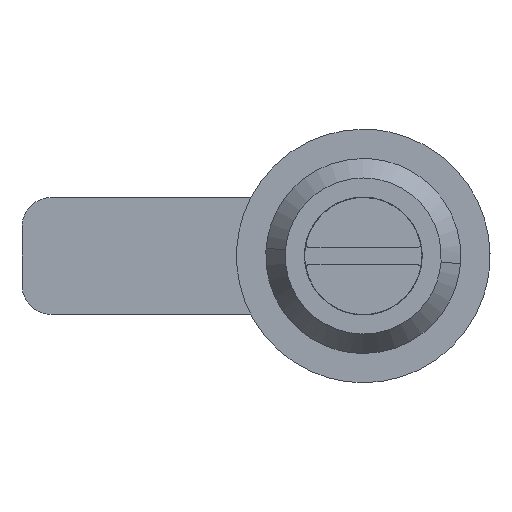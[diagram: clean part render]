
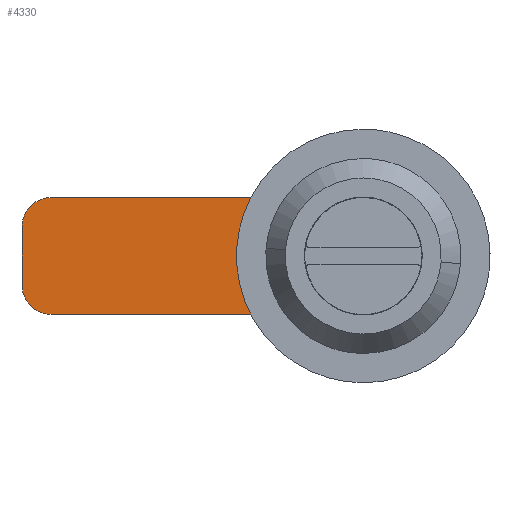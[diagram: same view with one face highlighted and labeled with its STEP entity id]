
A CAD part, front view. The second image highlights one B-rep face of the part: STEP entity #4330.
In plain terms, the highlighted free-form (B-spline) face has degree [1, 1] with [2, 2] control points.
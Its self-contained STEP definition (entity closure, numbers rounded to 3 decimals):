
#4137=CARTESIAN_POINT('',(-37.048,17.6,6.599));
#4138=CARTESIAN_POINT('',(8.048,17.6,6.599));
#4139=CARTESIAN_POINT('',(-37.048,17.6,-6.599));
#4140=CARTESIAN_POINT('',(8.048,17.6,-6.599));
#4141=B_SPLINE_SURFACE_WITH_KNOTS('',1,1,((#4137,#4139),(#4138,#4140)),.UNSPECIFIED.,.F.,.F.,.U.,(2,2),(2,2),(0.0,45.096),(0.0,13.199),.UNSPECIFIED.);
#4142=CARTESIAN_POINT('',(1.633,17.6,6.0));
#4143=VERTEX_POINT('',#4142);
#4144=CARTESIAN_POINT('',(-32.0,17.6,6.));
#4145=VERTEX_POINT('',#4144);
#4146=CARTESIAN_POINT('',(1.633,17.6,6.0));
#4147=CARTESIAN_POINT('',(-32.0,17.6,6.));
#4148=QUASI_UNIFORM_CURVE('',1,(#4146,#4147),.UNSPECIFIED.,.F.,.U.);
#4149=EDGE_CURVE('',#4143,#4145,#4148,.T.);
#4150=ORIENTED_EDGE('',*,*,#4149,.T.);
#4151=CARTESIAN_POINT('',(-35.0,17.6,3.));
#4152=VERTEX_POINT('',#4151);
#4153=CARTESIAN_POINT('',(-32.0,17.6,6.));
#4154=CARTESIAN_POINT('',(-35.,17.6,6.));
#4155=CARTESIAN_POINT('',(-35.0,17.6,3.));
#4163=(BOUNDED_CURVE()B_SPLINE_CURVE(2,(#4153,#4154,#4155),.UNSPECIFIED.,.F.,.U.)CURVE()GEOMETRIC_REPRESENTATION_ITEM()QUASI_UNIFORM_CURVE()RATIONAL_B_SPLINE_CURVE((1.0,0.707,1.0))REPRESENTATION_ITEM(''));
#4164=EDGE_CURVE('',#4145,#4152,#4163,.T.);
#4165=ORIENTED_EDGE('',*,*,#4164,.T.);
#4166=CARTESIAN_POINT('',(-35.0,17.6,-3.0));
#4167=VERTEX_POINT('',#4166);
#4168=CARTESIAN_POINT('',(-35.0,17.6,3.));
#4169=CARTESIAN_POINT('',(-35.0,17.6,-3.0));
#4170=QUASI_UNIFORM_CURVE('',1,(#4168,#4169),.UNSPECIFIED.,.F.,.U.);
#4171=EDGE_CURVE('',#4152,#4167,#4170,.T.);
#4172=ORIENTED_EDGE('',*,*,#4171,.T.);
#4173=CARTESIAN_POINT('',(-32.0,17.6,-6.0));
#4174=VERTEX_POINT('',#4173);
#4175=CARTESIAN_POINT('',(-35.0,17.6,-3.0));
#4176=CARTESIAN_POINT('',(-35.,17.6,-6.0));
#4177=CARTESIAN_POINT('',(-32.0,17.6,-6.0));
#4185=(BOUNDED_CURVE()B_SPLINE_CURVE(2,(#4175,#4176,#4177),.UNSPECIFIED.,.F.,.U.)CURVE()GEOMETRIC_REPRESENTATION_ITEM()QUASI_UNIFORM_CURVE()RATIONAL_B_SPLINE_CURVE((1.0,0.707,1.0))REPRESENTATION_ITEM(''));
#4186=EDGE_CURVE('',#4167,#4174,#4185,.T.);
#4187=ORIENTED_EDGE('',*,*,#4186,.T.);
#4188=CARTESIAN_POINT('',(1.633,17.6,-6.0));
#4189=VERTEX_POINT('',#4188);
#4190=CARTESIAN_POINT('',(-32.0,17.6,-6.0));
#4191=CARTESIAN_POINT('',(1.633,17.6,-6.0));
#4192=QUASI_UNIFORM_CURVE('',1,(#4190,#4191),.UNSPECIFIED.,.F.,.U.);
#4193=EDGE_CURVE('',#4174,#4189,#4192,.T.);
#4194=ORIENTED_EDGE('',*,*,#4193,.T.);
#4195=CARTESIAN_POINT('',(4.759,17.6,-4.279));
#4196=VERTEX_POINT('',#4195);
#4197=CARTESIAN_POINT('',(1.633,17.6,-6.0));
#4198=CARTESIAN_POINT('',(3.67,17.6,-6.0));
#4199=CARTESIAN_POINT('',(4.759,17.6,-4.279));
#4207=(BOUNDED_CURVE()B_SPLINE_CURVE(2,(#4197,#4198,#4199),.UNSPECIFIED.,.F.,.U.)CURVE()GEOMETRIC_REPRESENTATION_ITEM()QUASI_UNIFORM_CURVE()RATIONAL_B_SPLINE_CURVE((1.0,0.876,1.0))REPRESENTATION_ITEM(''));
#4208=EDGE_CURVE('',#4189,#4196,#4207,.T.);
#4209=ORIENTED_EDGE('',*,*,#4208,.T.);
#4210=CARTESIAN_POINT('',(4.759,17.6,4.279));
#4211=VERTEX_POINT('',#4210);
#4212=CARTESIAN_POINT('',(4.759,17.6,-4.279));
#4213=CARTESIAN_POINT('',(7.468,17.6,0.));
#4214=CARTESIAN_POINT('',(4.759,17.6,4.279));
#4222=(BOUNDED_CURVE()B_SPLINE_CURVE(2,(#4212,#4213,#4214),.UNSPECIFIED.,.F.,.U.)CURVE()GEOMETRIC_REPRESENTATION_ITEM()QUASI_UNIFORM_CURVE()RATIONAL_B_SPLINE_CURVE((1.0,0.845,1.0))REPRESENTATION_ITEM(''));
#4223=EDGE_CURVE('',#4196,#4211,#4222,.T.);
#4224=ORIENTED_EDGE('',*,*,#4223,.T.);
#4225=CARTESIAN_POINT('',(4.759,17.6,4.279));
#4226=CARTESIAN_POINT('',(3.67,17.6,6.));
#4227=CARTESIAN_POINT('',(1.633,17.6,6.0));
#4235=(BOUNDED_CURVE()B_SPLINE_CURVE(2,(#4225,#4226,#4227),.UNSPECIFIED.,.F.,.U.)CURVE()GEOMETRIC_REPRESENTATION_ITEM()QUASI_UNIFORM_CURVE()RATIONAL_B_SPLINE_CURVE((1.0,0.876,1.0))REPRESENTATION_ITEM(''));
#4236=EDGE_CURVE('',#4211,#4143,#4235,.T.);
#4237=ORIENTED_EDGE('',*,*,#4236,.T.);
#4238=EDGE_LOOP('',(#4150,#4165,#4172,#4187,#4194,#4209,#4224,#4237));
#4239=FACE_OUTER_BOUND('',#4238,.T.);
#4240=CARTESIAN_POINT('',(3.75,17.6,3.25));
#4241=VERTEX_POINT('',#4240);
#4242=CARTESIAN_POINT('',(3.25,17.6,3.75));
#4243=VERTEX_POINT('',#4242);
#4244=CARTESIAN_POINT('',(3.75,17.6,3.25));
#4245=CARTESIAN_POINT('',(3.75,17.6,3.75));
#4246=CARTESIAN_POINT('',(3.25,17.6,3.75));
#4254=(BOUNDED_CURVE()B_SPLINE_CURVE(2,(#4244,#4245,#4246),.UNSPECIFIED.,.F.,.U.)CURVE()GEOMETRIC_REPRESENTATION_ITEM()QUASI_UNIFORM_CURVE()RATIONAL_B_SPLINE_CURVE((1.0,0.707,1.0))REPRESENTATION_ITEM(''));
#4255=EDGE_CURVE('',#4241,#4243,#4254,.T.);
#4256=ORIENTED_EDGE('',*,*,#4255,.F.);
#4257=CARTESIAN_POINT('',(3.75,17.6,-3.25));
#4258=VERTEX_POINT('',#4257);
#4259=CARTESIAN_POINT('',(3.75,17.6,3.25));
#4260=CARTESIAN_POINT('',(3.75,17.6,-3.25));
#4261=QUASI_UNIFORM_CURVE('',1,(#4259,#4260),.UNSPECIFIED.,.F.,.U.);
#4262=EDGE_CURVE('',#4241,#4258,#4261,.T.);
#4263=ORIENTED_EDGE('',*,*,#4262,.T.);
#4264=CARTESIAN_POINT('',(3.25,17.6,-3.75));
#4265=VERTEX_POINT('',#4264);
#4266=CARTESIAN_POINT('',(3.25,17.6,-3.75));
#4267=CARTESIAN_POINT('',(3.75,17.6,-3.75));
#4268=CARTESIAN_POINT('',(3.75,17.6,-3.25));
#4276=(BOUNDED_CURVE()B_SPLINE_CURVE(2,(#4266,#4267,#4268),.UNSPECIFIED.,.F.,.U.)CURVE()GEOMETRIC_REPRESENTATION_ITEM()QUASI_UNIFORM_CURVE()RATIONAL_B_SPLINE_CURVE((1.0,0.707,1.0))REPRESENTATION_ITEM(''));
#4277=EDGE_CURVE('',#4265,#4258,#4276,.T.);
#4278=ORIENTED_EDGE('',*,*,#4277,.F.);
#4279=CARTESIAN_POINT('',(-3.25,17.6,-3.75));
#4280=VERTEX_POINT('',#4279);
#4281=CARTESIAN_POINT('',(3.25,17.6,-3.75));
#4282=CARTESIAN_POINT('',(-3.25,17.6,-3.75));
#4283=QUASI_UNIFORM_CURVE('',1,(#4281,#4282),.UNSPECIFIED.,.F.,.U.);
#4284=EDGE_CURVE('',#4265,#4280,#4283,.T.);
#4285=ORIENTED_EDGE('',*,*,#4284,.T.);
#4286=CARTESIAN_POINT('',(-3.75,17.6,-3.25));
#4287=VERTEX_POINT('',#4286);
#4288=CARTESIAN_POINT('',(-3.75,17.6,-3.25));
#4289=CARTESIAN_POINT('',(-3.75,17.6,-3.75));
#4290=CARTESIAN_POINT('',(-3.25,17.6,-3.75));
#4298=(BOUNDED_CURVE()B_SPLINE_CURVE(2,(#4288,#4289,#4290),.UNSPECIFIED.,.F.,.U.)CURVE()GEOMETRIC_REPRESENTATION_ITEM()QUASI_UNIFORM_CURVE()RATIONAL_B_SPLINE_CURVE((1.0,0.707,1.0))REPRESENTATION_ITEM(''));
#4299=EDGE_CURVE('',#4287,#4280,#4298,.T.);
#4300=ORIENTED_EDGE('',*,*,#4299,.F.);
#4301=CARTESIAN_POINT('',(-3.75,17.6,3.25));
#4302=VERTEX_POINT('',#4301);
#4303=CARTESIAN_POINT('',(-3.75,17.6,-3.25));
#4304=CARTESIAN_POINT('',(-3.75,17.6,3.25));
#4305=QUASI_UNIFORM_CURVE('',1,(#4303,#4304),.UNSPECIFIED.,.F.,.U.);
#4306=EDGE_CURVE('',#4287,#4302,#4305,.T.);
#4307=ORIENTED_EDGE('',*,*,#4306,.T.);
#4308=CARTESIAN_POINT('',(-3.25,17.6,3.75));
#4309=VERTEX_POINT('',#4308);
#4310=CARTESIAN_POINT('',(-3.25,17.6,3.75));
#4311=CARTESIAN_POINT('',(-3.75,17.6,3.75));
#4312=CARTESIAN_POINT('',(-3.75,17.6,3.25));
#4320=(BOUNDED_CURVE()B_SPLINE_CURVE(2,(#4310,#4311,#4312),.UNSPECIFIED.,.F.,.U.)CURVE()GEOMETRIC_REPRESENTATION_ITEM()QUASI_UNIFORM_CURVE()RATIONAL_B_SPLINE_CURVE((1.0,0.707,1.0))REPRESENTATION_ITEM(''));
#4321=EDGE_CURVE('',#4309,#4302,#4320,.T.);
#4322=ORIENTED_EDGE('',*,*,#4321,.F.);
#4323=CARTESIAN_POINT('',(-3.25,17.6,3.75));
#4324=CARTESIAN_POINT('',(3.25,17.6,3.75));
#4325=QUASI_UNIFORM_CURVE('',1,(#4323,#4324),.UNSPECIFIED.,.F.,.U.);
#4326=EDGE_CURVE('',#4309,#4243,#4325,.T.);
#4327=ORIENTED_EDGE('',*,*,#4326,.T.);
#4328=EDGE_LOOP('',(#4256,#4263,#4278,#4285,#4300,#4307,#4322,#4327));
#4329=FACE_BOUND('',#4328,.T.);
#4330=ADVANCED_FACE('',(#4239,#4329),#4141,.F.);
